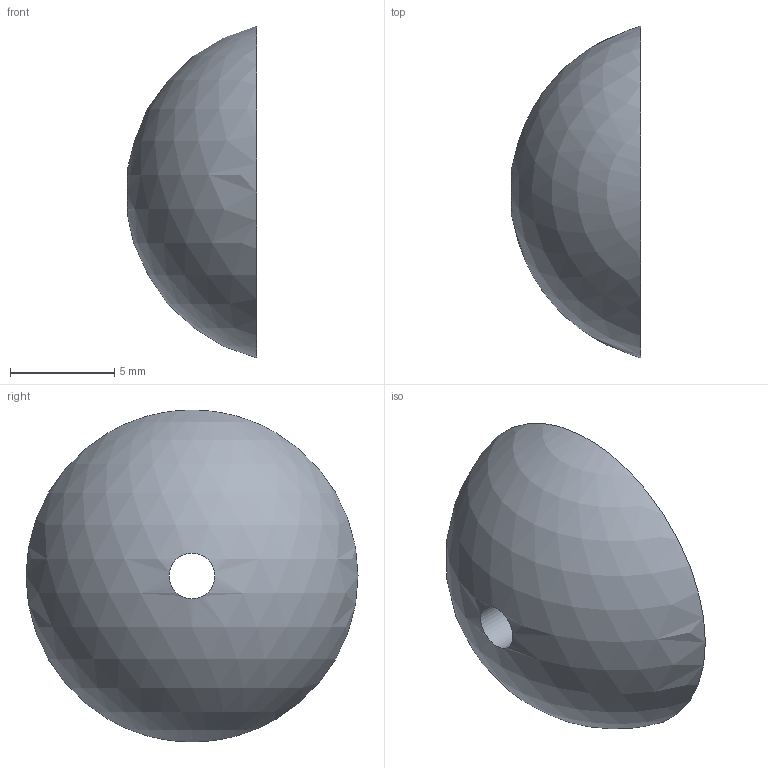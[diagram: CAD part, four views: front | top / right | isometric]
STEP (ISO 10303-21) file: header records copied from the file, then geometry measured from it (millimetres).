
FILE_DESCRIPTION(/* description */ (''),/* implementation_level */ '2;1');
FILE_NAME(/* name */ 'Earcup.step',/* time_stamp */ '2025-09-09T20:17:42+02:00',/* author */ (''),/* organization */ (''),/* preprocessor_version */ 'ST-DEVELOPER v20.1',/* originating_system */ 'Autodesk Translation Framework v14.10.0.0',/* authorisation */ '');
FILE_SCHEMA (('AUTOMOTIVE_DESIGN { 1 0 10303 214 3 1 1 }'));
Length unit declared in the file: millimetre
Products named in the file (1): 2025-09-09-20-17-42-373
Bounding box: 6.2 x 15.93 x 15.93 mm (x, y, z)
Volume: 730.5 mm3; surface area: 557.5 mm2
Topology: 1 solids, 1 shells, 3 faces, 4 edges, 3 vertices
Faces by surface type: plane 1, cylinder 1, sphere 1
Full cylindrical faces by diameter (mm): 2.2 x1
Entity records: 127 total; most frequent: DIRECTION 15, CARTESIAN_POINT 11, ORIENTED_EDGE 8, AXIS2_PLACEMENT_3D 7, EDGE_LOOP 5, EDGE_CURVE 4, PRESENTATION_STYLE_ASSIGNMENT 4, SURFACE_STYLE_USAGE 4
